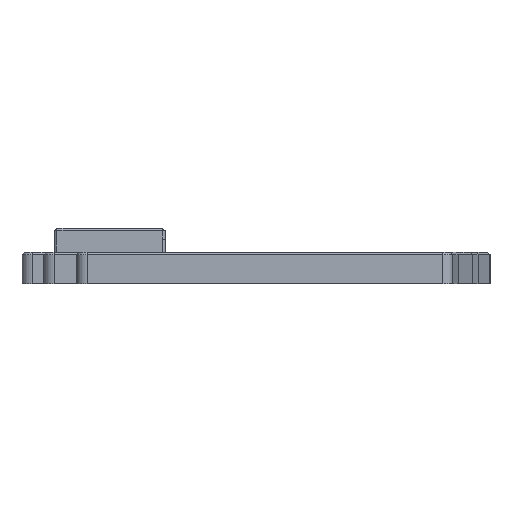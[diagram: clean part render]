
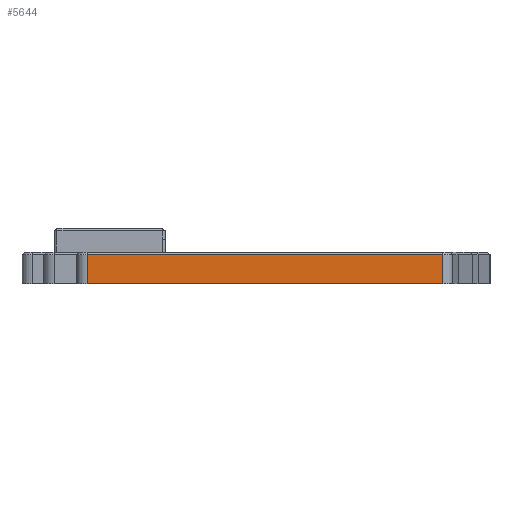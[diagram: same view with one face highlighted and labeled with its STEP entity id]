
A CAD part, left-side view. The second image highlights one B-rep face of the part: STEP entity #5644.
In plain terms, the highlighted planar face has unit normal (-1, 0, 0).
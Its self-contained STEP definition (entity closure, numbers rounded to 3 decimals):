
#343=FACE_OUTER_BOUND('',#662,.T.);
#662=EDGE_LOOP('',(#4316,#4317,#4318,#4319));
#921=LINE('',#7878,#1640);
#1216=LINE('',#8576,#1935);
#1217=LINE('',#8580,#1936);
#1218=LINE('',#8581,#1937);
#1640=VECTOR('',#6357,10.);
#1935=VECTOR('',#6952,10.);
#1936=VECTOR('',#6957,10.);
#1937=VECTOR('',#6958,10.);
#2347=VERTEX_POINT('',#7868);
#2349=VERTEX_POINT('',#7874);
#2603=VERTEX_POINT('',#8575);
#2604=VERTEX_POINT('',#8579);
#2899=EDGE_CURVE('',#2347,#2349,#921,.T.);
#3249=EDGE_CURVE('',#2349,#2603,#1216,.T.);
#3251=EDGE_CURVE('',#2347,#2604,#1217,.T.);
#3252=EDGE_CURVE('',#2603,#2604,#1218,.T.);
#4316=ORIENTED_EDGE('',*,*,#2899,.F.);
#4317=ORIENTED_EDGE('',*,*,#3251,.T.);
#4318=ORIENTED_EDGE('',*,*,#3252,.F.);
#4319=ORIENTED_EDGE('',*,*,#3249,.F.);
#5372=PLANE('',#6018);
#5644=ADVANCED_FACE('',(#343),#5372,.F.);
#6018=AXIS2_PLACEMENT_3D('',#8578,#6955,#6956);
#6357=DIRECTION('',(0.,-1.,0.));
#6952=DIRECTION('',(0.,0.,-1.));
#6955=DIRECTION('center_axis',(1.,0.,0.));
#6956=DIRECTION('ref_axis',(0.,-1.,0.));
#6957=DIRECTION('',(0.,0.,-1.));
#6958=DIRECTION('',(0.,1.,0.));
#7868=CARTESIAN_POINT('',(-64.88,36.2,3.3));
#7874=CARTESIAN_POINT('',(-64.88,-40.,3.3));
#7878=CARTESIAN_POINT('',(-64.88,18.1,3.3));
#8575=CARTESIAN_POINT('',(-64.88,-40.,-3.));
#8576=CARTESIAN_POINT('',(-64.88,-40.,-1.2));
#8578=CARTESIAN_POINT('Origin',(-64.88,36.2,-1.2));
#8579=CARTESIAN_POINT('',(-64.88,36.2,-3.));
#8580=CARTESIAN_POINT('',(-64.88,36.2,-1.2));
#8581=CARTESIAN_POINT('',(-64.88,6.24,-3.));
